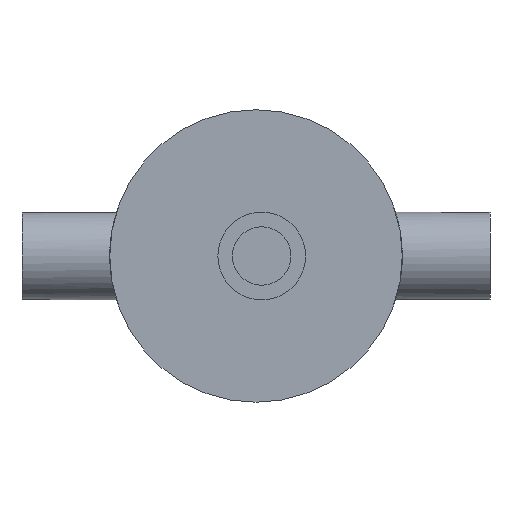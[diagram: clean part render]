
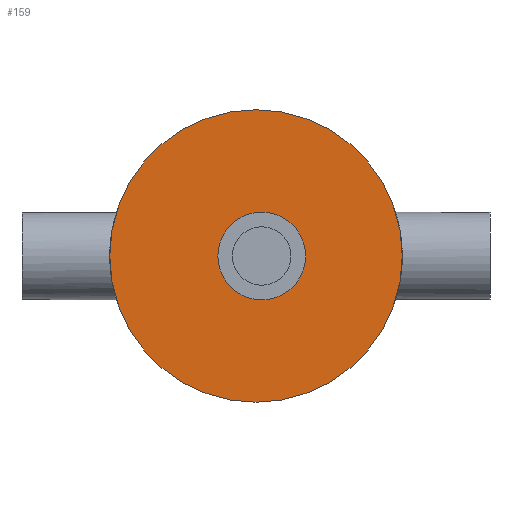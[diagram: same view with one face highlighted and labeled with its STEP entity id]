
A CAD part, left-side view. The second image highlights one B-rep face of the part: STEP entity #159.
In plain terms, the highlighted planar face has unit normal (-1, 0, 0).
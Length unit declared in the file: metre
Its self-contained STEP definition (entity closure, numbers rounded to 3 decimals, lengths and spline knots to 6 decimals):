
#159 = ADVANCED_FACE( '', ( #195, #196 ), #197, .F. );
#195 = FACE_BOUND( '', #284, .T. );
#196 = FACE_OUTER_BOUND( '', #285, .T. );
#197 = PLANE( '', #286 );
#284 = EDGE_LOOP( '', ( #379 ) );
#285 = EDGE_LOOP( '', ( #380 ) );
#286 = AXIS2_PLACEMENT_3D( '', #381, #382, #383 );
#379 = ORIENTED_EDGE( '', *, *, #517, .F. );
#380 = ORIENTED_EDGE( '', *, *, #518, .F. );
#381 = CARTESIAN_POINT( '', ( 0., 0., 0. ) );
#382 = DIRECTION( '', ( 1., 0., 0. ) );
#383 = DIRECTION( '', ( 0., 1., 0. ) );
#517 = EDGE_CURVE( '', #553, #553, #554, .F. );
#518 = EDGE_CURVE( '', #555, #555, #556, .T. );
#553 = VERTEX_POINT( '', #987 );
#554 = CIRCLE( '', #988, 0.15 );
#555 = VERTEX_POINT( '', #989 );
#556 = CIRCLE( '', #990, 0.5 );
#987 = CARTESIAN_POINT( '', ( 0., -0.019575, -0.15 ) );
#988 = AXIS2_PLACEMENT_3D( '', #1779, #1780, #1781 );
#989 = CARTESIAN_POINT( '', ( 0., 0.5, 0. ) );
#990 = AXIS2_PLACEMENT_3D( '', #1782, #1783, #1784 );
#1779 = CARTESIAN_POINT( '', ( 0., -0.019575, 0. ) );
#1780 = DIRECTION( '', ( 1., 0., 0. ) );
#1781 = DIRECTION( '', ( 0., 0., -1. ) );
#1782 = CARTESIAN_POINT( '', ( 0., 0., 0. ) );
#1783 = DIRECTION( '', ( 1., 0., 0. ) );
#1784 = DIRECTION( '', ( 0., 1., 0. ) );
